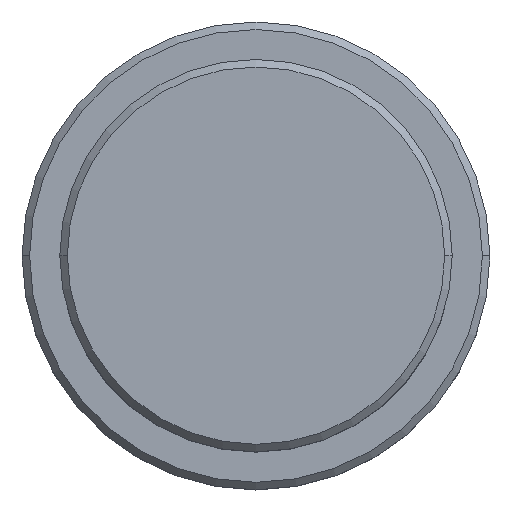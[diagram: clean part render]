
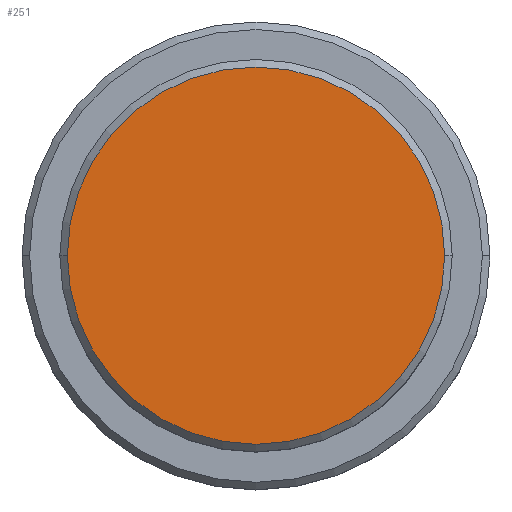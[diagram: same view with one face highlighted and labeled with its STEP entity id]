
A CAD part, top view. The second image highlights one B-rep face of the part: STEP entity #251.
In plain terms, the highlighted planar face has unit normal (0, 0, 1).
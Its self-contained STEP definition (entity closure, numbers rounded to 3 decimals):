
#45 = VERTEX_POINT ( 'NONE', #765 ) ;
#127 = DIRECTION ( 'NONE',  ( 0., 0., 1. ) ) ;
#251 = ADVANCED_FACE ( 'NONE', ( #988 ), #1414, .T. ) ;
#270 = DIRECTION ( 'NONE',  ( 1., 0., 0. ) ) ;
#381 = CIRCLE ( 'NONE', #660, 12.5 ) ;
#383 = CIRCLE ( 'NONE', #1161, 12.5 ) ;
#420 = VERTEX_POINT ( 'NONE', #919 ) ;
#550 = CARTESIAN_POINT ( 'NONE',  ( 0., 0., 0. ) ) ;
#623 = EDGE_LOOP ( 'NONE', ( #728, #1382 ) ) ;
#632 = DIRECTION ( 'NONE',  ( 1., 0., 0. ) ) ;
#660 = AXIS2_PLACEMENT_3D ( 'NONE', #1389, #1301, #632 ) ;
#728 = ORIENTED_EDGE ( 'NONE', *, *, #1380, .T. ) ;
#765 = CARTESIAN_POINT ( 'NONE',  ( 12.5, 0., 0. ) ) ;
#870 = DIRECTION ( 'NONE',  ( 0., 0., 1. ) ) ;
#919 = CARTESIAN_POINT ( 'NONE',  ( -12.5, 0., 0. ) ) ;
#958 = AXIS2_PLACEMENT_3D ( 'NONE', #550, #870, #270 ) ;
#988 = FACE_OUTER_BOUND ( 'NONE', #623, .T. ) ;
#1013 = DIRECTION ( 'NONE',  ( 1., 0., 0. ) ) ;
#1114 = CARTESIAN_POINT ( 'NONE',  ( 0., 0., 0. ) ) ;
#1161 = AXIS2_PLACEMENT_3D ( 'NONE', #1114, #127, #1013 ) ;
#1171 = EDGE_CURVE ( 'NONE', #45, #420, #381, .T. ) ;
#1301 = DIRECTION ( 'NONE',  ( 0., 0., 1. ) ) ;
#1380 = EDGE_CURVE ( 'NONE', #420, #45, #383, .T. ) ;
#1382 = ORIENTED_EDGE ( 'NONE', *, *, #1171, .T. ) ;
#1389 = CARTESIAN_POINT ( 'NONE',  ( 0., 0., 0. ) ) ;
#1414 = PLANE ( 'NONE',  #958 ) ;
